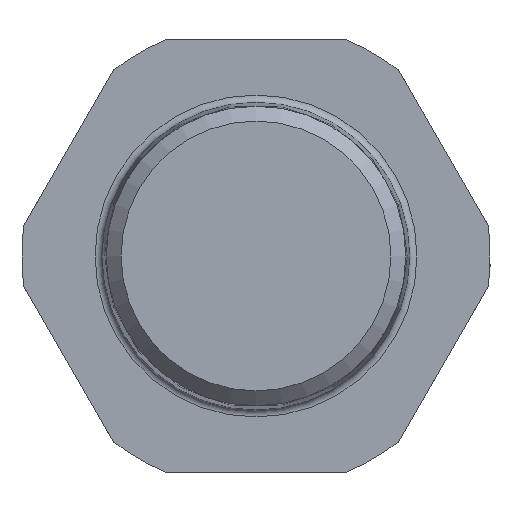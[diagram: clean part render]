
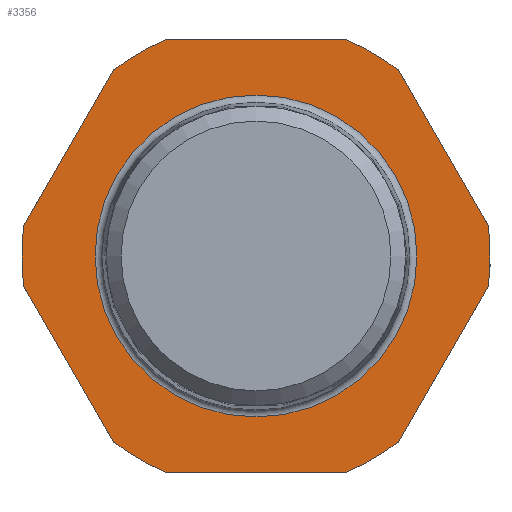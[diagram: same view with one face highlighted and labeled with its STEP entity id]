
A CAD part, left-side view. The second image highlights one B-rep face of the part: STEP entity #3356.
In plain terms, the highlighted planar face has unit normal (-1, 0, 0).
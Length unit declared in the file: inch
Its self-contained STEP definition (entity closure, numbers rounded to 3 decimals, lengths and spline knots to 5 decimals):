
#143=FACE_BOUND('',#831,.T.);
#292=LINE('',#6716,#411);
#295=LINE('',#6742,#414);
#298=LINE('',#6768,#417);
#301=LINE('',#6794,#420);
#304=LINE('',#6812,#423);
#307=LINE('',#6849,#426);
#411=VECTOR('',#4741,0.3937);
#414=VECTOR('',#4746,0.3937);
#417=VECTOR('',#4751,0.3937);
#420=VECTOR('',#4756,0.3937);
#423=VECTOR('',#4761,0.3937);
#426=VECTOR('',#4766,0.3937);
#643=FACE_OUTER_BOUND('',#830,.T.);
#830=EDGE_LOOP('',(#2856,#2857,#2858,#2859,#2860,#2861,#2862,#2863,#2864,
#2865,#2866,#2867));
#831=EDGE_LOOP('',(#2868,#2869));
#1083=CIRCLE('',#3798,0.63976);
#1085=CIRCLE('',#3801,0.63976);
#1086=CIRCLE('',#3803,0.63976);
#1089=CIRCLE('',#3807,0.63976);
#1090=CIRCLE('',#3809,0.63976);
#1096=CIRCLE('',#3817,0.63976);
#1097=CIRCLE('',#3818,0.43976);
#1098=CIRCLE('',#3819,0.43976);
#1407=VERTEX_POINT('',#6713);
#1408=VERTEX_POINT('',#6715);
#1411=VERTEX_POINT('',#6739);
#1412=VERTEX_POINT('',#6741);
#1415=VERTEX_POINT('',#6765);
#1416=VERTEX_POINT('',#6767);
#1419=VERTEX_POINT('',#6791);
#1420=VERTEX_POINT('',#6793);
#1423=VERTEX_POINT('',#6809);
#1424=VERTEX_POINT('',#6811);
#1428=VERTEX_POINT('',#6846);
#1429=VERTEX_POINT('',#6848);
#1432=VERTEX_POINT('',#6875);
#1433=VERTEX_POINT('',#6876);
#1879=EDGE_CURVE('',#1408,#1407,#292,.T.);
#1883=EDGE_CURVE('',#1412,#1411,#295,.T.);
#1887=EDGE_CURVE('',#1416,#1415,#298,.T.);
#1891=EDGE_CURVE('',#1420,#1419,#301,.T.);
#1895=EDGE_CURVE('',#1424,#1423,#304,.T.);
#1900=EDGE_CURVE('',#1429,#1428,#307,.T.);
#1903=EDGE_CURVE('',#1429,#1419,#1083,.T.);
#1905=EDGE_CURVE('',#1420,#1415,#1085,.T.);
#1906=EDGE_CURVE('',#1412,#1423,#1086,.T.);
#1909=EDGE_CURVE('',#1416,#1411,#1089,.T.);
#1910=EDGE_CURVE('',#1408,#1428,#1090,.T.);
#1916=EDGE_CURVE('',#1424,#1407,#1096,.T.);
#1917=EDGE_CURVE('',#1432,#1433,#1097,.T.);
#1918=EDGE_CURVE('',#1433,#1432,#1098,.T.);
#2856=ORIENTED_EDGE('',*,*,#1879,.T.);
#2857=ORIENTED_EDGE('',*,*,#1916,.F.);
#2858=ORIENTED_EDGE('',*,*,#1895,.T.);
#2859=ORIENTED_EDGE('',*,*,#1906,.F.);
#2860=ORIENTED_EDGE('',*,*,#1883,.T.);
#2861=ORIENTED_EDGE('',*,*,#1909,.F.);
#2862=ORIENTED_EDGE('',*,*,#1887,.T.);
#2863=ORIENTED_EDGE('',*,*,#1905,.F.);
#2864=ORIENTED_EDGE('',*,*,#1891,.T.);
#2865=ORIENTED_EDGE('',*,*,#1903,.F.);
#2866=ORIENTED_EDGE('',*,*,#1900,.T.);
#2867=ORIENTED_EDGE('',*,*,#1910,.F.);
#2868=ORIENTED_EDGE('',*,*,#1917,.T.);
#2869=ORIENTED_EDGE('',*,*,#1918,.T.);
#2996=PLANE('',#3816);
#3356=ADVANCED_FACE('',(#643,#143),#2996,.T.);
#3798=AXIS2_PLACEMENT_3D('',#6853,#4772,#4773);
#3801=AXIS2_PLACEMENT_3D('',#6856,#4778,#4779);
#3803=AXIS2_PLACEMENT_3D('',#6858,#4782,#4783);
#3807=AXIS2_PLACEMENT_3D('',#6862,#4790,#4791);
#3809=AXIS2_PLACEMENT_3D('',#6864,#4794,#4795);
#3816=AXIS2_PLACEMENT_3D('',#6873,#4808,#4809);
#3817=AXIS2_PLACEMENT_3D('',#6874,#4810,#4811);
#3818=AXIS2_PLACEMENT_3D('',#6877,#4812,#4813);
#3819=AXIS2_PLACEMENT_3D('',#6878,#4814,#4815);
#4741=DIRECTION('',(0.,-0.5,-0.866));
#4746=DIRECTION('',(0.,-0.5,0.866));
#4751=DIRECTION('',(0.,0.5,0.866));
#4756=DIRECTION('',(0.,1.,0.));
#4761=DIRECTION('',(0.,-1.,0.));
#4766=DIRECTION('',(0.,0.5,-0.866));
#4772=DIRECTION('center_axis',(1.,0.,0.));
#4773=DIRECTION('ref_axis',(0.,0.,
1.));
#4778=DIRECTION('center_axis',(1.,0.,0.));
#4779=DIRECTION('ref_axis',(0.,0.,
1.));
#4782=DIRECTION('center_axis',(1.,0.,0.));
#4783=DIRECTION('ref_axis',(0.,0.,
1.));
#4790=DIRECTION('center_axis',(1.,0.,0.));
#4791=DIRECTION('ref_axis',(0.,0.,
1.));
#4794=DIRECTION('center_axis',(1.,0.,0.));
#4795=DIRECTION('ref_axis',(0.,0.,
1.));
#4808=DIRECTION('center_axis',(-1.,0.,0.));
#4809=DIRECTION('ref_axis',(0.,0.,
-1.));
#4810=DIRECTION('center_axis',(1.,0.,0.));
#4811=DIRECTION('ref_axis',(0.,0.,
1.));
#4812=DIRECTION('center_axis',(1.,0.,0.));
#4813=DIRECTION('ref_axis',(0.,0.,
1.));
#4814=DIRECTION('center_axis',(1.,0.,0.));
#4815=DIRECTION('ref_axis',(0.,0.,
1.));
#6713=CARTESIAN_POINT('',(0.04331,0.3884,-0.50837));
#6715=CARTESIAN_POINT('',(0.04331,0.63446,-0.08218));
#6716=CARTESIAN_POINT('',(0.04331,0.49298,-0.32724));
#6739=CARTESIAN_POINT('',(0.04331,-0.63446,-0.08218));
#6741=CARTESIAN_POINT('',(0.04331,-0.3884,-0.50837));
#6742=CARTESIAN_POINT('',(0.04331,-0.52989,-0.26331));
#6765=CARTESIAN_POINT('',(0.04331,-0.3884,0.50837));
#6767=CARTESIAN_POINT('',(0.04331,-0.63446,0.08218));
#6768=CARTESIAN_POINT('',(0.04331,-0.65292,0.05021));
#6791=CARTESIAN_POINT('',(0.04331,0.24606,0.59055));
#6793=CARTESIAN_POINT('',(0.04331,-0.24606,0.59055));
#6794=CARTESIAN_POINT('',(0.04331,-0.44291,0.59055));
#6809=CARTESIAN_POINT('',(0.04331,-0.24606,-0.59055));
#6811=CARTESIAN_POINT('',(0.04331,0.24606,-0.59055));
#6812=CARTESIAN_POINT('',(0.04331,-0.19685,-0.59055));
#6846=CARTESIAN_POINT('',(0.04331,0.63446,0.08218));
#6848=CARTESIAN_POINT('',(0.04331,0.3884,0.50837));
#6849=CARTESIAN_POINT('',(0.04331,0.36995,0.54034));
#6853=CARTESIAN_POINT('Origin',(0.04331,0.,
0.));
#6856=CARTESIAN_POINT('Origin',(0.04331,0.,
0.));
#6858=CARTESIAN_POINT('Origin',(0.04331,0.,
0.));
#6862=CARTESIAN_POINT('Origin',(0.04331,0.,
0.));
#6864=CARTESIAN_POINT('Origin',(0.04331,0.,
0.));
#6873=CARTESIAN_POINT('Origin',(0.04331,-0.63976,0.));
#6874=CARTESIAN_POINT('Origin',(0.04331,0.,
0.));
#6875=CARTESIAN_POINT('',(0.04331,-0.43976,0.));
#6876=CARTESIAN_POINT('',(0.04331,0.,-0.43976));
#6877=CARTESIAN_POINT('Origin',(0.04331,0.,
0.));
#6878=CARTESIAN_POINT('Origin',(0.04331,0.,
0.));
